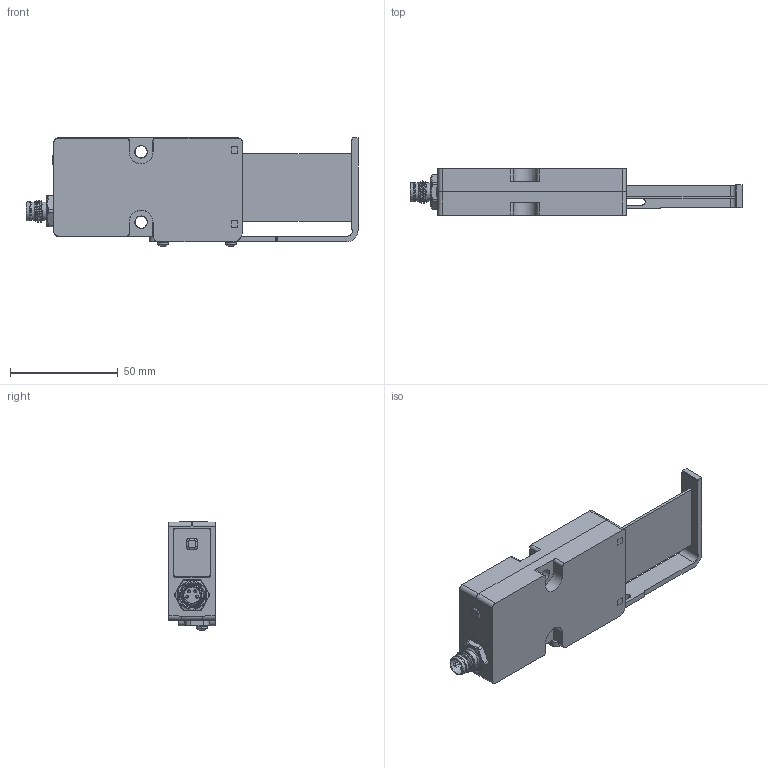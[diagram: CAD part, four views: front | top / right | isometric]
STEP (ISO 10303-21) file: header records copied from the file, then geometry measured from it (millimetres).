
FILE_DESCRIPTION(('FreeCAD Model'),'2;1');
FILE_NAME('Open CASCADE Shape Model','2025-05-03T01:40:41',('FreeCAD'),( 'FreeCAD'),'Open CASCADE STEP processor 7.6','FreeCAD','Unknown');
FILE_SCHEMA(('AUTOMOTIVE_DESIGN { 1 0 10303 214 1 1 1 1 }'));
Products named in the file (1): Open CASCADE STEP translator 7.6 1
Bounding box: 153.72 x 21.5 x 50.27 mm (x, y, z)
Volume: 88877.8 mm3; surface area: 25675.8 mm2
Topology: 5 solids, 7 shells, 535 faces, 1494 edges, 970 vertices
Faces by surface type: bspline 535
Entity records: 46141 total; most frequent: CARTESIAN_POINT 37650, ORIENTED_EDGE 2960, EDGE_CURVE 1488, B_SPLINE_CURVE_WITH_KNOTS 1107, VERTEX_POINT 970, FACE_BOUND 570, EDGE_LOOP 570, ADVANCED_FACE 535
